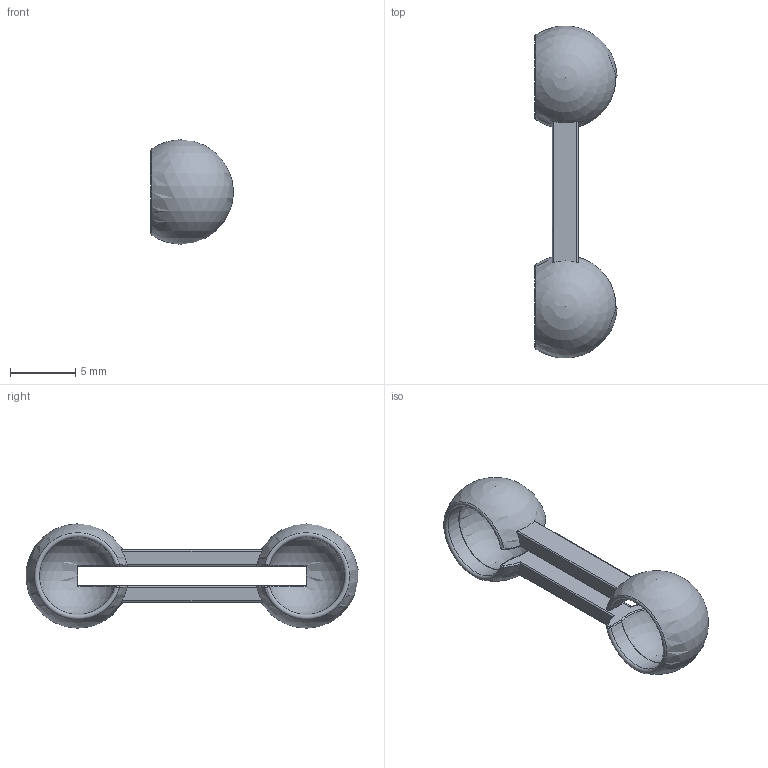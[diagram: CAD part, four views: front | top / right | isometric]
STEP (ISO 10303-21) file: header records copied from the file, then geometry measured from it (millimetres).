
FILE_DESCRIPTION(/* description */ (''),/* implementation_level */ '2;1');
FILE_NAME(/* name */ 'Pushrod.step',/* time_stamp */ '2023-01-29T12:26:36-08:00',/* author */ (''),/* organization */ (''),/* preprocessor_version */ 'ST-DEVELOPER v19',/* originating_system */ 'Autodesk Translation Framework v11.7.0.108',/* authorisation */ '');
FILE_SCHEMA (('AUTOMOTIVE_DESIGN { 1 0 10303 214 3 1 1 }'));
Length unit declared in the file: millimetre
Products named in the file (1): Pushrod
Bounding box: 6.31 x 25.44 x 8 mm (x, y, z)
Volume: 249 mm3; surface area: 629.8 mm2
Topology: 1 solids, 1 shells, 54 faces, 166 edges, 104 vertices
Faces by surface type: torus 18, cylinder 14, plane 10, sphere 8, bspline 4
Entity records: 2293 total; most frequent: CARTESIAN_POINT 813, DIRECTION 318, ORIENTED_EDGE 316, EDGE_CURVE 158, AXIS2_PLACEMENT_3D 145, VERTEX_POINT 104, CIRCLE 94, FACE_OUTER_BOUND 54
